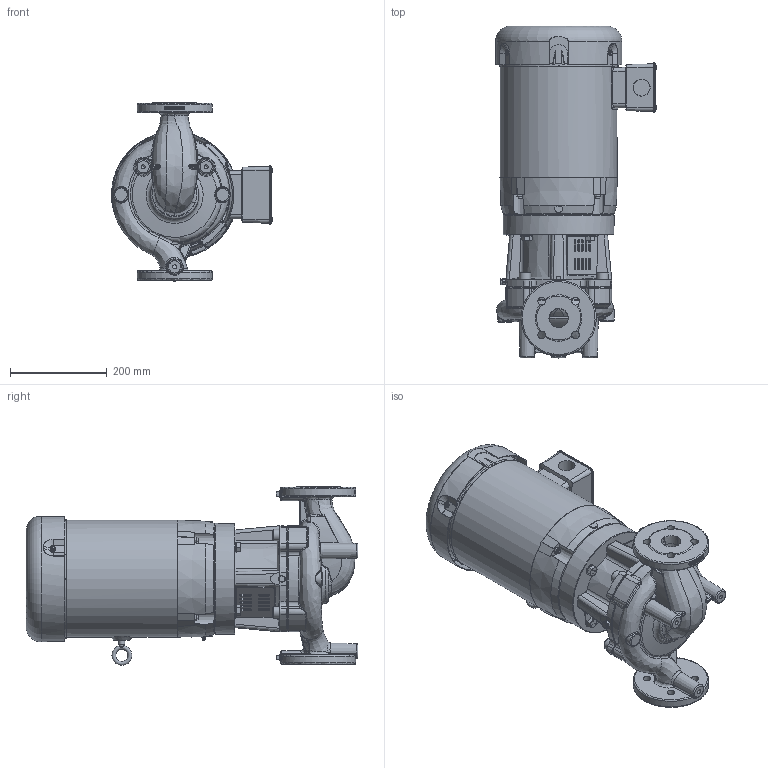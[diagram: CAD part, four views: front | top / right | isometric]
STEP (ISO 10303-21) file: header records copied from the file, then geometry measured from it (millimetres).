
FILE_DESCRIPTION(/* description */ (''),/* implementation_level */ '2;1');
FILE_NAME(/* name */ '2760756 - PUMP IL1.5-150_300-2-S1E 460V_3_60 TEFC_Shrinkwrap_1.stp',/* time_stamp */ '2022-03-21T16:32:45-05:00',/* author */ ('faliszekte'),/* organization */ (''),/* preprocessor_version */ 'ST-DEVELOPER v18.1',/* originating_system */ 'Autodesk Inventor 2021',/* authorisation */ '');
FILE_SCHEMA (('AUTOMOTIVE_DESIGN { 1 0 10303 214 3 1 1 }'));
Products named in the file (1): 2760756 - PUMP IL1.5-150_300-2-S1E 460V_3_60 TEFC_Shrinkwrap_1
Bounding box: 332.46 x 685.74 x 369.26 mm (x, y, z)
Surface area: 1129801.2 mm2 (no closed solid volume)
Topology: 0 solids, 30 shells, 2146 faces, 6493 edges, 4193 vertices
Faces by surface type: plane 702, bspline 573, cylinder 458, cone 272, sphere 76, torus 65
Full cylindrical faces by diameter (mm): 3.768 x1, 4.826 x1, 7.937 x4, 8.141 x10, 8.38 x3, 8.6 x2, 8.839 x4, 9 x1, 9.652 x1, 10.516 x3, 12.662 x1, 12.7 x64, 13.495 x2, 16 x8, 23.812 x4, 27 x1, 33.05 x1, 34.919 x1, 35.052 x1, 116 x1, 155.45 x2, 229 x1, 241.579 x1, 241.679 x1
Entity records: 141566 total; most frequent: CARTESIAN_POINT 86981, ORIENTED_EDGE 11439, DIRECTION 9735, EDGE_CURVE 6444, VERTEX_POINT 4193, AXIS2_PLACEMENT_3D 3717, LINE 2301, VECTOR 2301
